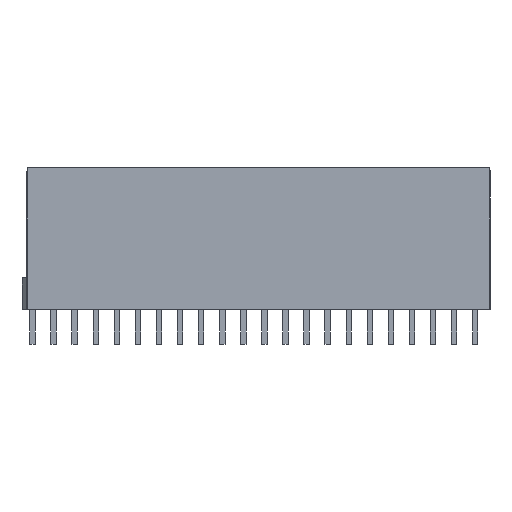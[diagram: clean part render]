
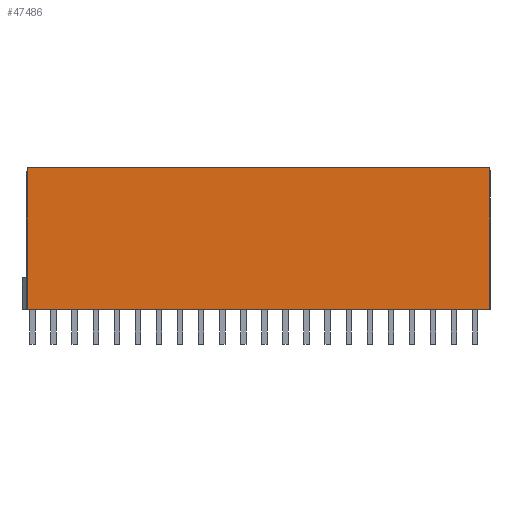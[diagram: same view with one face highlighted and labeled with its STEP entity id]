
A CAD part, left-side view. The second image highlights one B-rep face of the part: STEP entity #47486.
In plain terms, the highlighted planar face has unit normal (-1, 0, 0).
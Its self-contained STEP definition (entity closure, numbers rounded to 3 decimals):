
#47358=CARTESIAN_POINT('',(-7.7,-22.4,0.));
#47359=VERTEX_POINT('',#47358);
#47366=CARTESIAN_POINT('',(-7.7,21.5,0.));
#47367=VERTEX_POINT('',#47366);
#47368=CARTESIAN_POINT('',(-7.7,-22.4,0.));
#47369=DIRECTION('',(0.0,1.0,0.0));
#47370=VECTOR('',#47369,43.9);
#47371=LINE('',#47368,#47370);
#47372=EDGE_CURVE('',#47359,#47367,#47371,.T.);
#47396=CARTESIAN_POINT('',(-7.7,-22.4,13.45));
#47397=VERTEX_POINT('',#47396);
#47414=CARTESIAN_POINT('',(-7.7,21.5,13.45));
#47415=VERTEX_POINT('',#47414);
#47422=CARTESIAN_POINT('',(-7.7,21.5,13.45));
#47423=DIRECTION('',(0.0,-1.0,0.0));
#47424=VECTOR('',#47423,43.9);
#47425=LINE('',#47422,#47424);
#47426=EDGE_CURVE('',#47415,#47397,#47425,.T.);
#47458=CARTESIAN_POINT('',(-7.7,21.5,0.));
#47459=DIRECTION('',(0.0,0.0,1.0));
#47460=VECTOR('',#47459,13.45);
#47461=LINE('',#47458,#47460);
#47462=EDGE_CURVE('',#47367,#47415,#47461,.T.);
#47470=CARTESIAN_POINT('',(-7.7,-3.45,6.725));
#47471=DIRECTION('',(1.0,0.0,0.0));
#47472=DIRECTION('',(0.0,0.0,1.0));
#47473=AXIS2_PLACEMENT_3D('',#47470,#47471,#47472);
#47474=PLANE('',#47473);
#47475=CARTESIAN_POINT('',(-7.7,-22.4,0.));
#47476=DIRECTION('',(0.0,0.0,1.0));
#47477=VECTOR('',#47476,13.45);
#47478=LINE('',#47475,#47477);
#47479=EDGE_CURVE('',#47359,#47397,#47478,.T.);
#47480=ORIENTED_EDGE('',*,*,#47479,.T.);
#47481=ORIENTED_EDGE('',*,*,#47426,.F.);
#47482=ORIENTED_EDGE('',*,*,#47462,.F.);
#47483=ORIENTED_EDGE('',*,*,#47372,.F.);
#47484=EDGE_LOOP('',(#47480,#47481,#47482,#47483));
#47485=FACE_OUTER_BOUND('',#47484,.T.);
#47486=ADVANCED_FACE('',(#47485),#47474,.F.);
